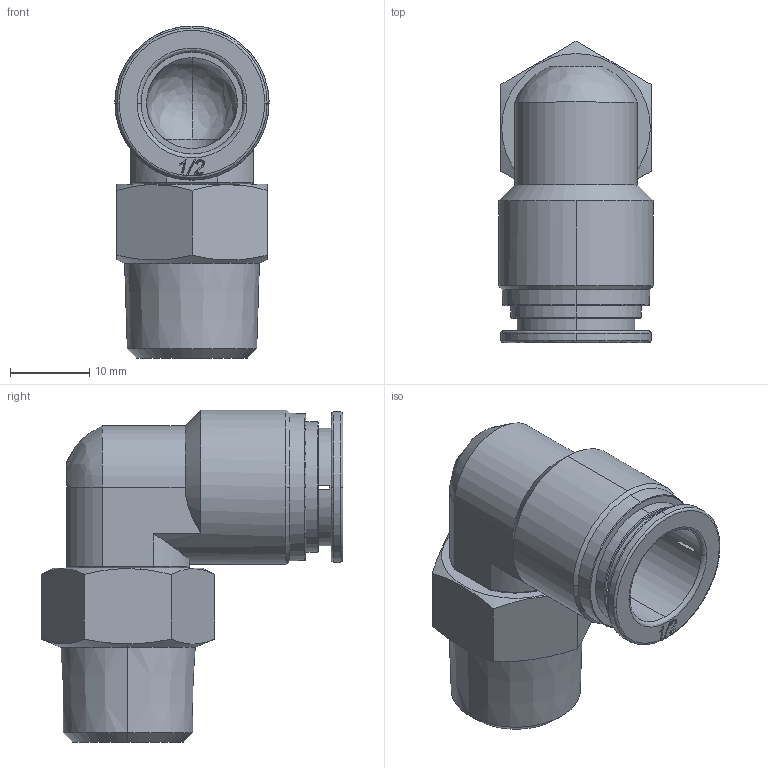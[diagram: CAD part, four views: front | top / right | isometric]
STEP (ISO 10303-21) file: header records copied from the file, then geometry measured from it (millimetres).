
FILE_DESCRIPTION (( 'STEP AP214' ), '1' );
FILE_NAME ('ME12-38N-SS.step', '2018-03-13T19:23:21', ( '' ), ( '' ), 'SwSTEP 2.0', 'SolidWorks 2017', '' );
FILE_SCHEMA (( 'AUTOMOTIVE_DESIGN' ));
Length unit declared in the file: inch
Products named in the file (1): ME12-38N-SS
Bounding box: 19.5 x 38.17 x 42 mm (x, y, z)
Volume: 9729.5 mm3; surface area: 6775.1 mm2
Topology: 2 solids, 2 shells, 128 faces, 324 edges, 206 vertices
Faces by surface type: plane 43, bspline 33, cylinder 31, cone 21
Entity records: 4614 total; most frequent: CARTESIAN_POINT 1700, ORIENTED_EDGE 644, DIRECTION 525, EDGE_CURVE 322, VERTEX_POINT 206, AXIS2_PLACEMENT_3D 202, EDGE_LOOP 144, ADVANCED_FACE 128
